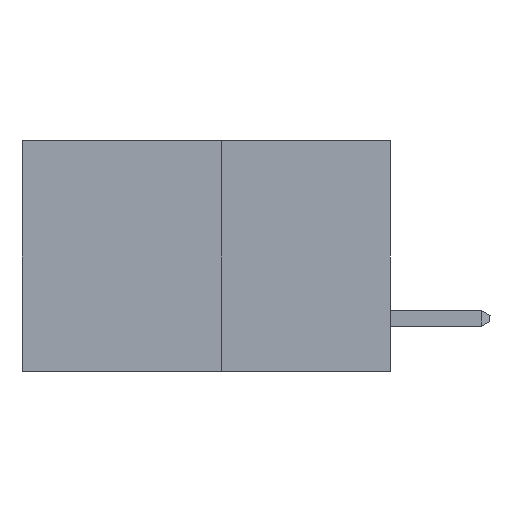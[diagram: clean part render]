
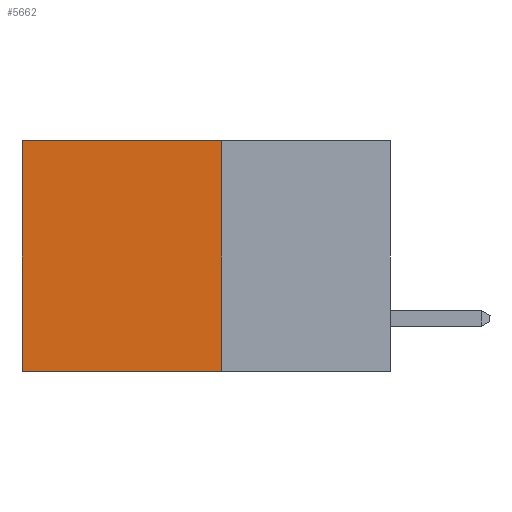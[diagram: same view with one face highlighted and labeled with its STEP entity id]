
A CAD part, left-side view. The second image highlights one B-rep face of the part: STEP entity #5662.
In plain terms, the highlighted planar face has unit normal (-1, 0, 0).
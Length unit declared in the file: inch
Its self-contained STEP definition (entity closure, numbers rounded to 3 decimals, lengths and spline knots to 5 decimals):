
#290 = EDGE_CURVE ( 'NONE', #7096, #3998, #8582, .T. ) ;
#322 = ORIENTED_EDGE ( 'NONE', *, *, #848, .F. ) ;
#595 = CARTESIAN_POINT ( 'NONE',  ( 0.277, 0.27, -0.37 ) ) ;
#733 = EDGE_CURVE ( 'NONE', #7096, #8567, #6754, .T. ) ;
#848 = EDGE_CURVE ( 'NONE', #3998, #4105, #5697, .T. ) ;
#1100 = ORIENTED_EDGE ( 'NONE', *, *, #290, .F. ) ;
#1376 = DIRECTION ( 'NONE',  ( 0., 1., 0. ) ) ;
#2213 = VECTOR ( 'NONE', #8473, 39.37008 ) ;
#2343 = ORIENTED_EDGE ( 'NONE', *, *, #4373, .T. ) ;
#3107 = VECTOR ( 'NONE', #7490, 39.37008 ) ;
#3341 = CARTESIAN_POINT ( 'NONE',  ( 0.277, 0.27, -0.37 ) ) ;
#3767 = DIRECTION ( 'NONE',  ( 0., 0., -1. ) ) ;
#3776 = DIRECTION ( 'NONE',  ( 1., 0., 0. ) ) ;
#3980 = AXIS2_PLACEMENT_3D ( 'NONE', #3341, #3776, #3767 ) ;
#3998 = VERTEX_POINT ( 'NONE', #4178 ) ;
#4105 = VERTEX_POINT ( 'NONE', #8136 ) ;
#4178 = CARTESIAN_POINT ( 'NONE',  ( 0.277, 0.27, -0.37 ) ) ;
#4245 = PLANE ( 'NONE',  #3980 ) ;
#4373 = EDGE_CURVE ( 'NONE', #8567, #4105, #5129, .T. ) ;
#4516 = CARTESIAN_POINT ( 'NONE',  ( 0.277, 0.27, 0. ) ) ;
#4749 = CARTESIAN_POINT ( 'NONE',  ( 0.277, 0.59, -0.37 ) ) ;
#5129 = LINE ( 'NONE', #4749, #8730 ) ;
#5662 = ADVANCED_FACE ( 'NONE', ( #6474 ), #4245, .F. ) ;
#5697 = LINE ( 'NONE', #7878, #2213 ) ;
#5850 = DIRECTION ( 'NONE',  ( 0., 0., -1. ) ) ;
#6474 = FACE_OUTER_BOUND ( 'NONE', #8169, .T. ) ;
#6754 = LINE ( 'NONE', #6919, #7395 ) ;
#6902 = ORIENTED_EDGE ( 'NONE', *, *, #733, .T. ) ;
#6919 = CARTESIAN_POINT ( 'NONE',  ( 0.277, 0.27, 0. ) ) ;
#7096 = VERTEX_POINT ( 'NONE', #4516 ) ;
#7395 = VECTOR ( 'NONE', #1376, 39.37008 ) ;
#7490 = DIRECTION ( 'NONE',  ( 0., 0., -1. ) ) ;
#7878 = CARTESIAN_POINT ( 'NONE',  ( 0.277, 0.27, -0.37 ) ) ;
#8136 = CARTESIAN_POINT ( 'NONE',  ( 0.277, 0.59, -0.37 ) ) ;
#8169 = EDGE_LOOP ( 'NONE', ( #2343, #322, #1100, #6902 ) ) ;
#8229 = CARTESIAN_POINT ( 'NONE',  ( 0.277, 0.59, 0. ) ) ;
#8473 = DIRECTION ( 'NONE',  ( 0., 1., 0. ) ) ;
#8567 = VERTEX_POINT ( 'NONE', #8229 ) ;
#8582 = LINE ( 'NONE', #595, #3107 ) ;
#8730 = VECTOR ( 'NONE', #5850, 39.37008 ) ;
